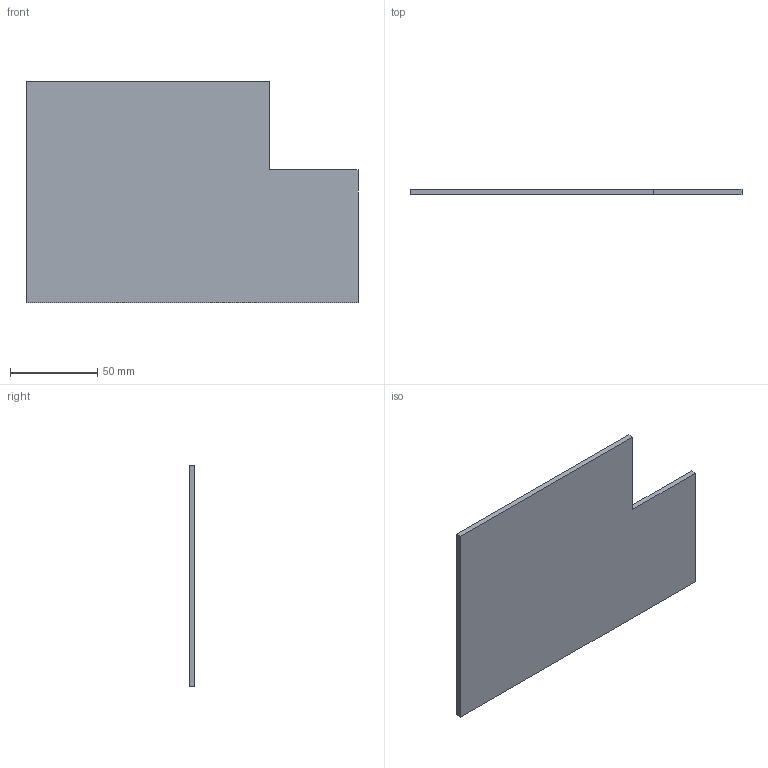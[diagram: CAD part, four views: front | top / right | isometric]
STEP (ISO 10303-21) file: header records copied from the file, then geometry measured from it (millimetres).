
FILE_DESCRIPTION (( 'STEP AP214' ), '1' );
FILE_NAME ('P-15 Claw Slide Plate Sheet Metal Plate.STEP', '2015-01-26T04:45:04', ( '' ), ( '' ), 'SwSTEP 2.0', 'SolidWorks 2014', '' );
FILE_SCHEMA (( 'AUTOMOTIVE_DESIGN' ));
Length unit declared in the file: inch
Products named in the file (1): P-15 Claw Slide Plate Sheet Metal Plate
Bounding box: 190.5 x 3.17 x 127 mm (x, y, z)
Volume: 68620.8 mm3; surface area: 45241.8 mm2
Topology: 1 solids, 1 shells, 8 faces, 18 edges, 12 vertices
Faces by surface type: plane 8
Entity records: 262 total; most frequent: CARTESIAN_POINT 39, ORIENTED_EDGE 36, DIRECTION 36, EDGE_CURVE 18, VECTOR 18, LINE 18, VERTEX_POINT 12, AXIS2_PLACEMENT_3D 9
